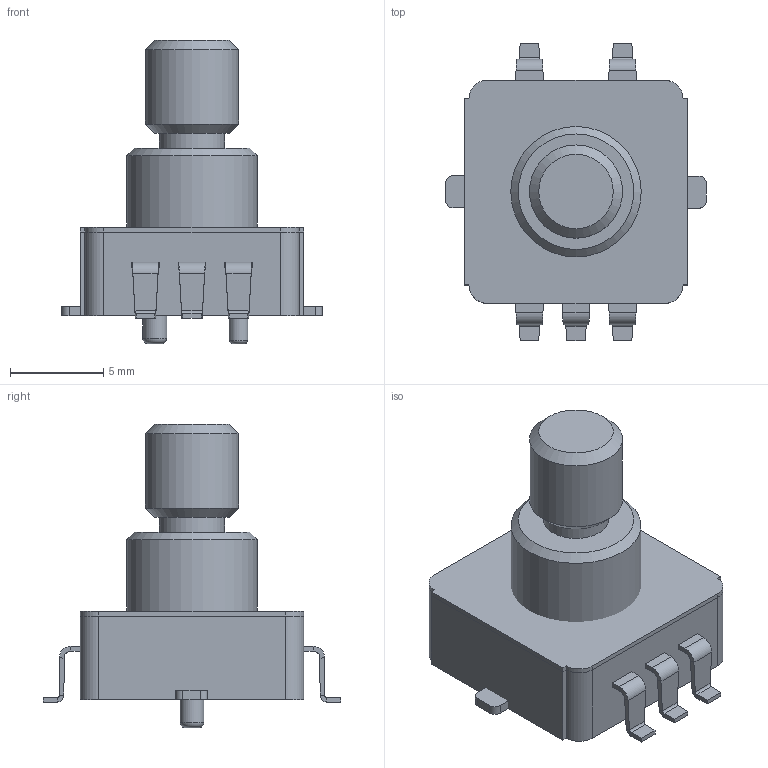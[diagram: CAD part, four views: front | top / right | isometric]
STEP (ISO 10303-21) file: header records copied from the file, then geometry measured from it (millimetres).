
FILE_DESCRIPTION(('FreeCAD Model'),'2;1');
FILE_NAME('EC11SMD.step', '2021-04-29T15:24:34',('Author'),(''), 'Open CASCADE STEP processor 7.3','FreeCAD','Unknown');
FILE_SCHEMA(('AUTOMOTIVE_DESIGN { 1 0 10303 214 1 1 1 1 }'));
Length unit declared in the file: millimetre
Products named in the file (24): Case003; Body; Mount001; Case002; Case01; Body003; Body004; Leg001; Shaft002; Shaft001; Shaft003; Leg002; Shaft; Legs; Leg003; Leg005; Leg004; Mount002
Assembly tree (6 placements, depth 2):
  Case003
  Body
  Mount001
  Case002
  Case01
Bounding box: 14 x 16 x 16.3 mm (x, y, z)
Volume: 1242.8 mm3; surface area: 1725.7 mm2
Topology: 22 solids, 22 shells, 260 faces, 512 edges, 296 vertices
Faces by surface type: plane 120, bspline 112, cylinder 20, cone 6, torus 2
Full cylindrical faces by diameter (mm): 1 x1, 1.283 x1, 3.5 x2, 5 x2, 7 x2
Entity records: 14169 total; most frequent: CARTESIAN_POINT 4303, DIRECTION 1286, ORIENTED_EDGE 1024, PCURVE 1024, DEFINITIONAL_REPRESENTATION 1024, LINE 838, VECTOR 838, B_SPLINE_CURVE_WITH_KNOTS 608
